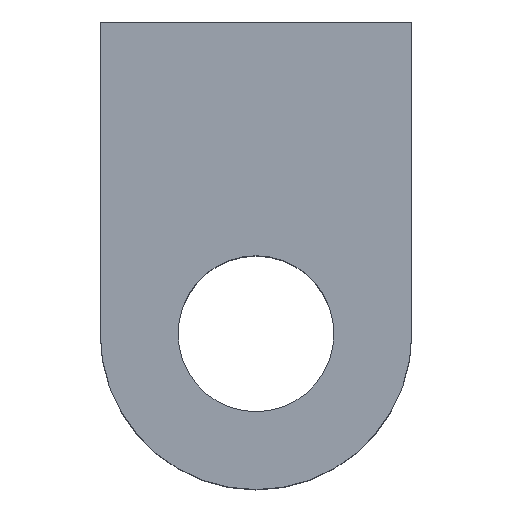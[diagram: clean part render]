
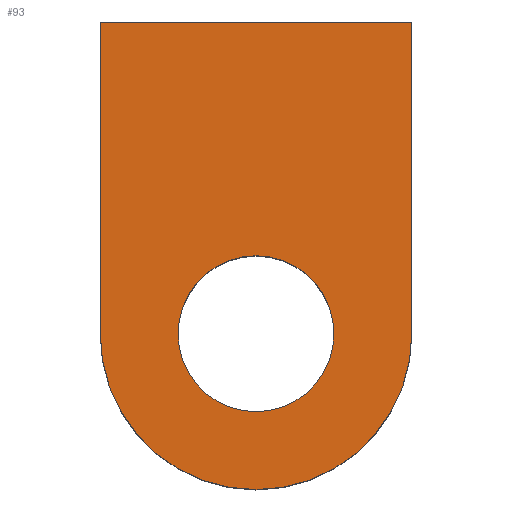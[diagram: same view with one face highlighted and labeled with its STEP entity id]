
A CAD part, top view. The second image highlights one B-rep face of the part: STEP entity #93.
In plain terms, the highlighted planar face has unit normal (0, 0, 1).
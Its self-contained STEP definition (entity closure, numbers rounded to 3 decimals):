
#2 = VECTOR ( 'NONE', #384, 1000. ) ;
#3 = CARTESIAN_POINT ( 'NONE',  ( 158.75, 476.25, 119.063 ) ) ;
#9 = DIRECTION ( 'NONE',  ( -1., 0., 0. ) ) ;
#12 = CARTESIAN_POINT ( 'NONE',  ( -158.75, 476.25, 119.063 ) ) ;
#22 = ORIENTED_EDGE ( 'NONE', *, *, #379, .F. ) ;
#25 = CARTESIAN_POINT ( 'NONE',  ( -158.75, 476.25, 119.063 ) ) ;
#37 = ORIENTED_EDGE ( 'NONE', *, *, #104, .F. ) ;
#42 = DIRECTION ( 'NONE',  ( 0., 0., 1. ) ) ;
#47 = PLANE ( 'NONE',  #391 ) ;
#52 = CARTESIAN_POINT ( 'NONE',  ( 0., 158.75, 119.063 ) ) ;
#57 = CIRCLE ( 'NONE', #375, 79.375 ) ;
#63 = CARTESIAN_POINT ( 'NONE',  ( 158.75, 158.75, 119.063 ) ) ;
#69 = VECTOR ( 'NONE', #681, 1000. ) ;
#79 = AXIS2_PLACEMENT_3D ( 'NONE', #152, #42, #362 ) ;
#80 = CIRCLE ( 'NONE', #79, 79.375 ) ;
#93 = ADVANCED_FACE ( 'NONE', ( #368, #205 ), #47, .F. ) ;
#98 = CARTESIAN_POINT ( 'NONE',  ( 0., 158.75, 119.063 ) ) ;
#103 = AXIS2_PLACEMENT_3D ( 'NONE', #52, #264, #249 ) ;
#104 = EDGE_CURVE ( 'NONE', #174, #251, #57, .T. ) ;
#127 = EDGE_CURVE ( 'NONE', #251, #174, #80, .T. ) ;
#141 = VERTEX_POINT ( 'NONE', #355 ) ;
#152 = CARTESIAN_POINT ( 'NONE',  ( 0., 158.75, 119.063 ) ) ;
#169 = ORIENTED_EDGE ( 'NONE', *, *, #173, .T. ) ;
#173 = EDGE_CURVE ( 'NONE', #594, #141, #316, .T. ) ;
#174 = VERTEX_POINT ( 'NONE', #417 ) ;
#192 = EDGE_CURVE ( 'NONE', #579, #535, #581, .T. ) ;
#200 = CARTESIAN_POINT ( 'NONE',  ( -158.75, 476.25, 119.063 ) ) ;
#205 = FACE_OUTER_BOUND ( 'NONE', #236, .T. ) ;
#210 = AXIS2_PLACEMENT_3D ( 'NONE', #484, #651, #9 ) ;
#221 = VECTOR ( 'NONE', #475, 1000. ) ;
#226 = EDGE_CURVE ( 'NONE', #141, #514, #315, .T. ) ;
#236 = EDGE_LOOP ( 'NONE', ( #169, #573, #608, #298, #22 ) ) ;
#238 = EDGE_CURVE ( 'NONE', #514, #535, #551, .T. ) ;
#249 = DIRECTION ( 'NONE',  ( -1., 0., 0. ) ) ;
#251 = VERTEX_POINT ( 'NONE', #592 ) ;
#253 = CARTESIAN_POINT ( 'NONE',  ( -158.75, 476.25, 119.063 ) ) ;
#264 = DIRECTION ( 'NONE',  ( 0., 0., 1. ) ) ;
#298 = ORIENTED_EDGE ( 'NONE', *, *, #192, .F. ) ;
#303 = ORIENTED_EDGE ( 'NONE', *, *, #127, .F. ) ;
#315 = CIRCLE ( 'NONE', #103, 158.75 ) ;
#316 = LINE ( 'NONE', #200, #69 ) ;
#355 = CARTESIAN_POINT ( 'NONE',  ( -158.75, 158.75, 119.063 ) ) ;
#359 = DIRECTION ( 'NONE',  ( 0., 0., 1. ) ) ;
#362 = DIRECTION ( 'NONE',  ( -1., 0., 0. ) ) ;
#368 = FACE_BOUND ( 'NONE', #462, .T. ) ;
#375 = AXIS2_PLACEMENT_3D ( 'NONE', #98, #359, #523 ) ;
#379 = EDGE_CURVE ( 'NONE', #594, #579, #595, .T. ) ;
#384 = DIRECTION ( 'NONE',  ( 1., 0., 0. ) ) ;
#391 = AXIS2_PLACEMENT_3D ( 'NONE', #253, #578, #623 ) ;
#417 = CARTESIAN_POINT ( 'NONE',  ( -79.375, 158.75, 119.063 ) ) ;
#462 = EDGE_LOOP ( 'NONE', ( #37, #303 ) ) ;
#475 = DIRECTION ( 'NONE',  ( 0., -1., 0. ) ) ;
#484 = CARTESIAN_POINT ( 'NONE',  ( 0., 158.75, 119.063 ) ) ;
#503 = CARTESIAN_POINT ( 'NONE',  ( 158.75, 476.25, 119.063 ) ) ;
#514 = VERTEX_POINT ( 'NONE', #556 ) ;
#523 = DIRECTION ( 'NONE',  ( -1., 0., 0. ) ) ;
#535 = VERTEX_POINT ( 'NONE', #63 ) ;
#551 = CIRCLE ( 'NONE', #210, 158.75 ) ;
#556 = CARTESIAN_POINT ( 'NONE',  ( 0., 0., 119.063 ) ) ;
#573 = ORIENTED_EDGE ( 'NONE', *, *, #226, .T. ) ;
#578 = DIRECTION ( 'NONE',  ( 0., 0., -1. ) ) ;
#579 = VERTEX_POINT ( 'NONE', #503 ) ;
#581 = LINE ( 'NONE', #3, #221 ) ;
#592 = CARTESIAN_POINT ( 'NONE',  ( 79.375, 158.75, 119.063 ) ) ;
#594 = VERTEX_POINT ( 'NONE', #25 ) ;
#595 = LINE ( 'NONE', #12, #2 ) ;
#608 = ORIENTED_EDGE ( 'NONE', *, *, #238, .T. ) ;
#623 = DIRECTION ( 'NONE',  ( -1., 0., 0. ) ) ;
#651 = DIRECTION ( 'NONE',  ( 0., 0., 1. ) ) ;
#681 = DIRECTION ( 'NONE',  ( 0., -1., 0. ) ) ;
